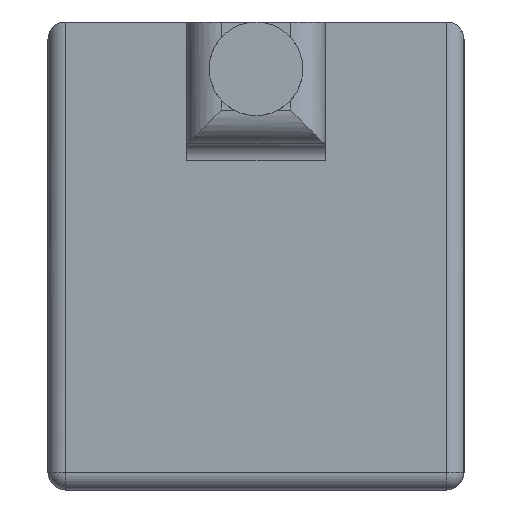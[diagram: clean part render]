
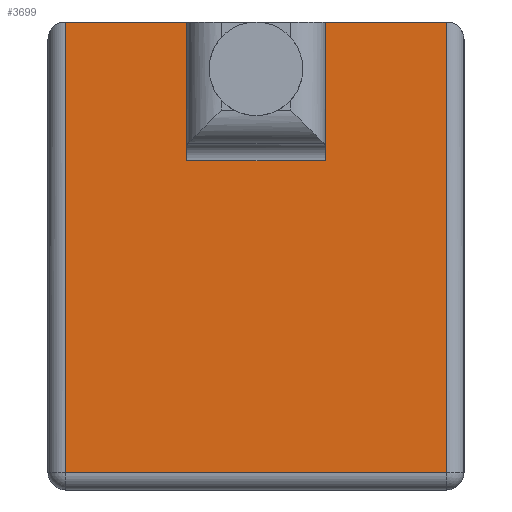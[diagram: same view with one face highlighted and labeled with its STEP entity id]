
A CAD part, left-side view. The second image highlights one B-rep face of the part: STEP entity #3699.
In plain terms, the highlighted planar face has unit normal (-1, 0, 0).
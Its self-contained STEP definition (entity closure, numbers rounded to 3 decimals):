
#526=FACE_OUTER_BOUND('',#768,.T.);
#768=EDGE_LOOP('',(#2755,#2756,#2757,#2758,#2759,#2760,#2761,#2762));
#962=LINE('',#5669,#1268);
#1082=LINE('',#6078,#1388);
#1086=LINE('',#6087,#1392);
#1089=LINE('',#6103,#1395);
#1090=LINE('',#6105,#1396);
#1091=LINE('',#6107,#1397);
#1092=LINE('',#6108,#1398);
#1093=LINE('',#6109,#1399);
#1268=VECTOR('',#4390,10.);
#1388=VECTOR('',#4794,10.);
#1392=VECTOR('',#4802,10.);
#1395=VECTOR('',#4825,10.);
#1396=VECTOR('',#4826,10.);
#1397=VECTOR('',#4827,10.);
#1398=VECTOR('',#4828,10.);
#1399=VECTOR('',#4829,10.);
#1576=VERTEX_POINT('',#5666);
#1577=VERTEX_POINT('',#5668);
#1711=VERTEX_POINT('',#6074);
#1712=VERTEX_POINT('',#6076);
#1715=VERTEX_POINT('',#6086);
#1718=VERTEX_POINT('',#6102);
#1719=VERTEX_POINT('',#6104);
#1720=VERTEX_POINT('',#6106);
#1898=EDGE_CURVE('',#1577,#1576,#962,.T.);
#2094=EDGE_CURVE('',#1712,#1711,#1082,.T.);
#2098=EDGE_CURVE('',#1715,#1712,#1086,.T.);
#2106=EDGE_CURVE('',#1711,#1718,#1089,.T.);
#2107=EDGE_CURVE('',#1715,#1719,#1090,.T.);
#2108=EDGE_CURVE('',#1719,#1720,#1091,.T.);
#2109=EDGE_CURVE('',#1577,#1720,#1092,.T.);
#2110=EDGE_CURVE('',#1576,#1718,#1093,.T.);
#2755=ORIENTED_EDGE('',*,*,#2106,.F.);
#2756=ORIENTED_EDGE('',*,*,#2094,.F.);
#2757=ORIENTED_EDGE('',*,*,#2098,.F.);
#2758=ORIENTED_EDGE('',*,*,#2107,.T.);
#2759=ORIENTED_EDGE('',*,*,#2108,.T.);
#2760=ORIENTED_EDGE('',*,*,#2109,.F.);
#2761=ORIENTED_EDGE('',*,*,#1898,.T.);
#2762=ORIENTED_EDGE('',*,*,#2110,.T.);
#3583=PLANE('',#4034);
#3699=ADVANCED_FACE('',(#526),#3583,.T.);
#4034=AXIS2_PLACEMENT_3D('',#6101,#4823,#4824);
#4390=DIRECTION('',(0.,0.,1.));
#4794=DIRECTION('',(0.,1.,0.));
#4802=DIRECTION('',(0.,0.,-1.));
#4823=DIRECTION('center_axis',(-1.,0.,0.));
#4824=DIRECTION('ref_axis',(0.,-1.,0.));
#4825=DIRECTION('',(0.,0.,1.));
#4826=DIRECTION('',(0.,1.,0.));
#4827=DIRECTION('',(0.,0.,-1.));
#4828=DIRECTION('',(0.,-1.,0.));
#4829=DIRECTION('',(0.,1.,0.));
#5666=CARTESIAN_POINT('',(-37.75,2.,27.));
#5668=CARTESIAN_POINT('',(-37.75,2.,23.));
#5669=CARTESIAN_POINT('',(-37.75,2.,22.));
#6074=CARTESIAN_POINT('',(-37.75,5.5,14.));
#6076=CARTESIAN_POINT('',(-37.75,-5.5,14.));
#6078=CARTESIAN_POINT('',(-37.75,3.,14.));
#6086=CARTESIAN_POINT('',(-37.75,-5.5,27.));
#6087=CARTESIAN_POINT('',(-37.75,-5.5,17.5));
#6101=CARTESIAN_POINT('Origin',(-37.75,6.,17.5));
#6102=CARTESIAN_POINT('',(-37.75,5.5,27.));
#6103=CARTESIAN_POINT('',(-37.75,5.5,17.5));
#6104=CARTESIAN_POINT('',(-37.75,-2.,27.));
#6105=CARTESIAN_POINT('',(-37.75,4.,27.));
#6106=CARTESIAN_POINT('',(-37.75,-2.,23.));
#6107=CARTESIAN_POINT('',(-37.75,-2.,22.));
#6108=CARTESIAN_POINT('',(-37.75,3.,23.));
#6109=CARTESIAN_POINT('',(-37.75,4.,27.));
